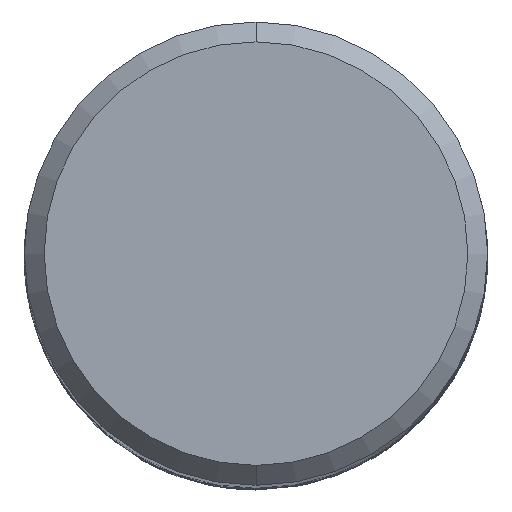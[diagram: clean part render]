
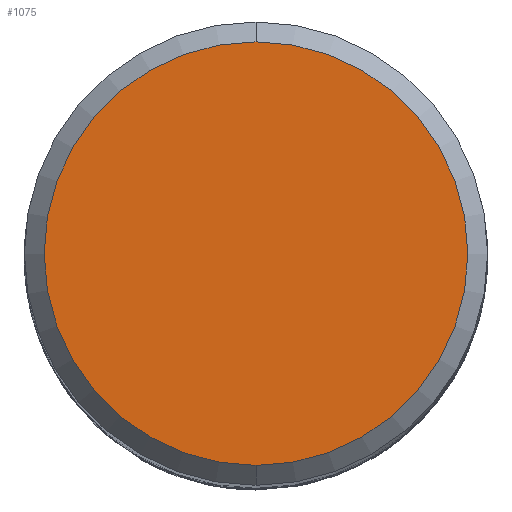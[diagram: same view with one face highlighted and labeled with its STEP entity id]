
A CAD part, top view. The second image highlights one B-rep face of the part: STEP entity #1075.
In plain terms, the highlighted planar face has unit normal (0, 0, 1).
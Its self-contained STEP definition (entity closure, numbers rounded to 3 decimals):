
#1075=ADVANCED_FACE('',(#3044),#3045,.T.);
#1551=VERTEX_POINT('',#3567);
#1891=VERTEX_POINT('',#3940);
#2249=EDGE_CURVE('',#1891,#1551,#4328,.T.);
#2763=EDGE_CURVE('',#1551,#1891,#4883,.T.);
#3044=FACE_OUTER_BOUND('',#6073,.T.);
#3045=PLANE('',#6074);
#3567=CARTESIAN_POINT('',(0.,-6.4,0.0));
#3940=CARTESIAN_POINT('',(0.0,6.4,0.0));
#4328=CIRCLE('',#19485,6.4);
#4883=CIRCLE('',#25255,6.4);
#6073=EDGE_LOOP('',(#26078,#26079));
#6074=AXIS2_PLACEMENT_3D('',#26080,#26081,#26082);
#19485=AXIS2_PLACEMENT_3D('',#27528,#27529,#27530);
#25255=AXIS2_PLACEMENT_3D('',#28115,#28116,#28117);
#26078=ORIENTED_EDGE('',*,*,#2249,.F.);
#26079=ORIENTED_EDGE('',*,*,#2763,.F.);
#26080=CARTESIAN_POINT('',(0.0,3.2,0.0));
#26081=DIRECTION('',(-0.0,0.0,1.0));
#26082=DIRECTION('',(0.0,-1.0,0.0));
#27528=CARTESIAN_POINT('',(0.0,0.0,0.0));
#27529=DIRECTION('',(0.0,0.0,-1.0));
#27530=DIRECTION('',(0.0,1.0,0.0));
#28115=CARTESIAN_POINT('',(0.0,0.0,0.0));
#28116=DIRECTION('',(0.0,0.0,-1.0));
#28117=DIRECTION('',(0.0,1.0,0.0));
